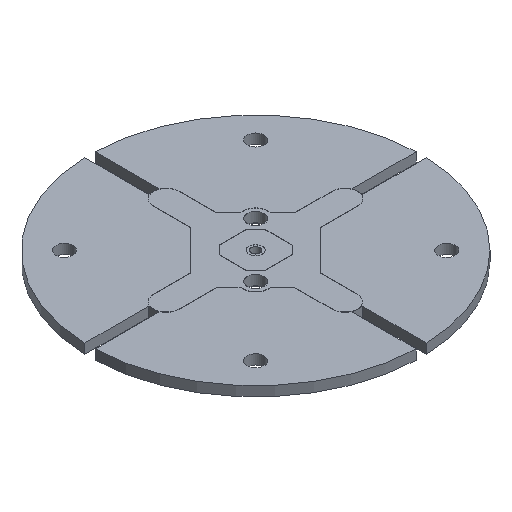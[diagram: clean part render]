
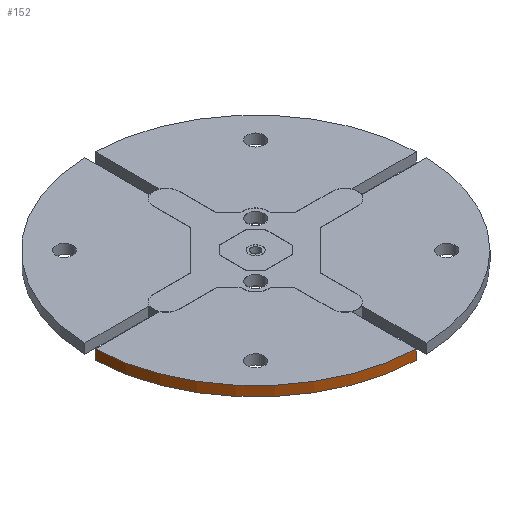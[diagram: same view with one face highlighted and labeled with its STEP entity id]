
A CAD part, isometric view. The second image highlights one B-rep face of the part: STEP entity #152.
In plain terms, the highlighted cylindrical face has radius 26.012 mm (diameter 52.025 mm), a partial arc.
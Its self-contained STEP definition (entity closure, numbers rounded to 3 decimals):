
#127 = VERTEX_POINT('',#128);
#128 = CARTESIAN_POINT('',(-0.8,-26.,1.53));
#134 = EDGE_CURVE('',#135,#127,#137,.T.);
#135 = VERTEX_POINT('',#136);
#136 = CARTESIAN_POINT('',(-0.8,-26.,0.));
#137 = LINE('',#138,#139);
#138 = CARTESIAN_POINT('',(-0.8,-26.,0.));
#139 = VECTOR('',#140,1.);
#140 = DIRECTION('',(0.,0.,1.));
#152 = ADVANCED_FACE('',(#153),#180,.T.);
#153 = FACE_BOUND('',#154,.T.);
#154 = EDGE_LOOP('',(#155,#156,#165,#173));
#155 = ORIENTED_EDGE('',*,*,#134,.T.);
#156 = ORIENTED_EDGE('',*,*,#157,.T.);
#157 = EDGE_CURVE('',#127,#158,#160,.T.);
#158 = VERTEX_POINT('',#159);
#159 = CARTESIAN_POINT('',(-26.,-0.8,1.53));
#160 = CIRCLE('',#161,26.012);
#161 = AXIS2_PLACEMENT_3D('',#162,#163,#164);
#162 = CARTESIAN_POINT('',(0.,0.,1.53)
  );
#163 = DIRECTION('',(-0.,0.,-1.));
#164 = DIRECTION('',(-0.707,-0.707,0.));
#165 = ORIENTED_EDGE('',*,*,#166,.F.);
#166 = EDGE_CURVE('',#167,#158,#169,.T.);
#167 = VERTEX_POINT('',#168);
#168 = CARTESIAN_POINT('',(-26.,-0.8,0.));
#169 = LINE('',#170,#171);
#170 = CARTESIAN_POINT('',(-26.,-0.8,0.));
#171 = VECTOR('',#172,1.);
#172 = DIRECTION('',(0.,0.,1.));
#173 = ORIENTED_EDGE('',*,*,#174,.F.);
#174 = EDGE_CURVE('',#135,#167,#175,.T.);
#175 = CIRCLE('',#176,26.012);
#176 = AXIS2_PLACEMENT_3D('',#177,#178,#179);
#177 = CARTESIAN_POINT('',(0.,0.,0.));
#178 = DIRECTION('',(-0.,0.,-1.));
#179 = DIRECTION('',(-0.707,-0.707,0.));
#180 = CYLINDRICAL_SURFACE('',#181,26.012);
#181 = AXIS2_PLACEMENT_3D('',#182,#183,#184);
#182 = CARTESIAN_POINT('',(0.,0.,0.));
#183 = DIRECTION('',(0.,0.,-1.));
#184 = DIRECTION('',(-0.707,-0.707,0.));
